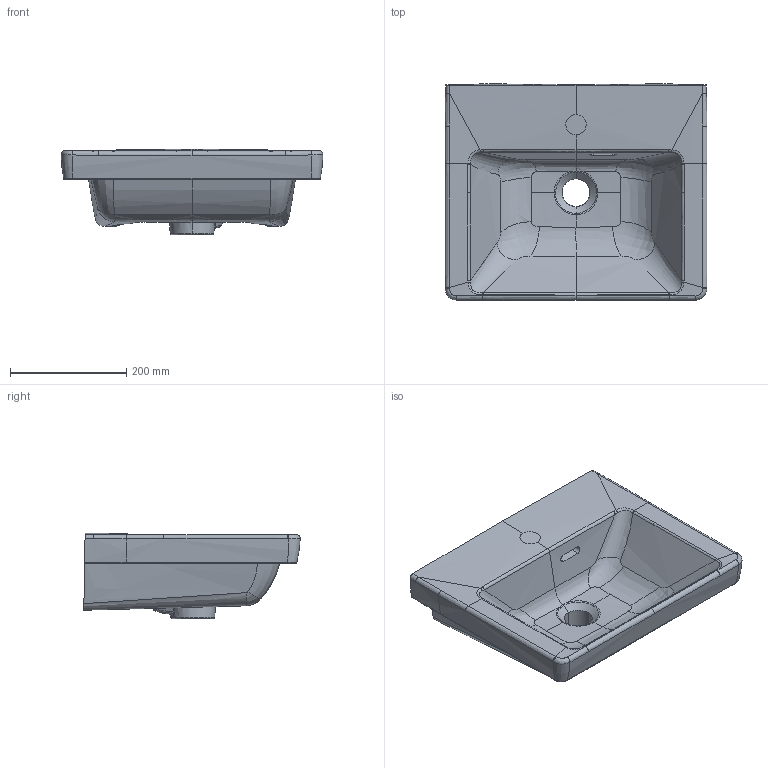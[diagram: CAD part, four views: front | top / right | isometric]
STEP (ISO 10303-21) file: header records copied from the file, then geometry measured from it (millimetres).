
FILE_DESCRIPTION(/* description */ (''),/* implementation_level */ '2;1');
FILE_NAME(/* name */ 'E00022166_000_1-03_PRT_437045_Tokio_HWB_eckig_communication_SP.stp',/* time_stamp */ '2020-05-11T11:23:30+02:00',/* author */ (''),/* organization */ (''),/* preprocessor_version */ 'ST-DEVELOPER v16.7',/* originating_system */ 'SIEMENS PLM Software NX 1863',/* authorisation */ '');
FILE_SCHEMA (('AUTOMOTIVE_DESIGN { 1 0 10303 214 3 1 1 1 }'));
Length unit declared in the file: millimetre
Products named in the file (1): rupp40F4490C5iq1
Bounding box: 449.96 x 372.01 x 147.16 mm (x, y, z)
Volume: 7063567.1 mm3; surface area: 605102.2 mm2
Topology: 1 solids, 1 shells, 429 faces, 1096 edges, 650 vertices
Faces by surface type: bspline 333, cylinder 36, plane 32, extrusion 14, sphere 13, cone 1
Full cylindrical faces by diameter (mm): 35 x1
Entity records: 40696 total; most frequent: CARTESIAN_POINT 33301, ORIENTED_EDGE 2150, EDGE_CURVE 1075, B_SPLINE_CURVE_WITH_KNOTS 757, VERTEX_POINT 649, DIRECTION 606, EDGE_LOOP 436, ADVANCED_FACE 429
